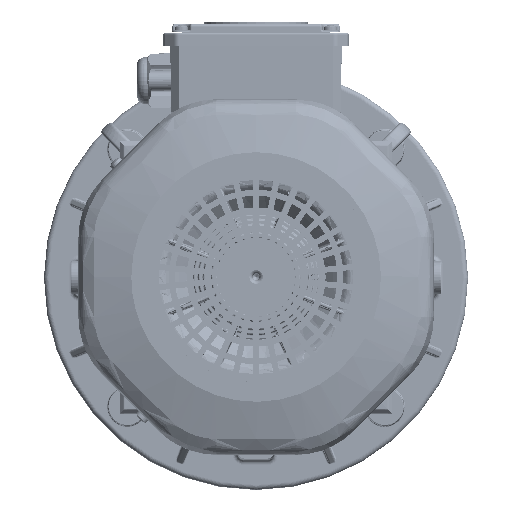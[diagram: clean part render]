
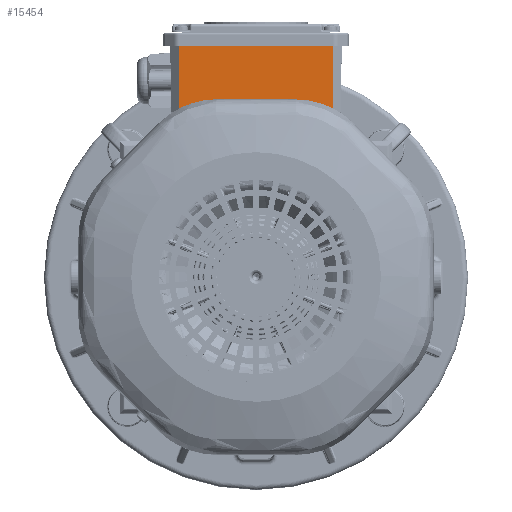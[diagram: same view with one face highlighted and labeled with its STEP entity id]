
A CAD part, top view. The second image highlights one B-rep face of the part: STEP entity #15454.
In plain terms, the highlighted planar face has unit normal (0, -0.018, 1).
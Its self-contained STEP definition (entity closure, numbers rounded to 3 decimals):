
#3908=PLANE('',#126533);
#15454=ADVANCED_FACE('',(#24812),#3908,.T.);
#24812=FACE_OUTER_BOUND('',#31366,.T.);
#31366=EDGE_LOOP('',(#52080,#52081,#52082,#52083));
#38825=LINE('',#172199,#45088);
#38847=LINE('',#172243,#45110);
#38857=LINE('',#172263,#45120);
#38858=LINE('',#172265,#45121);
#45088=VECTOR('',#139832,1.);
#45110=VECTOR('',#139858,1.);
#45120=VECTOR('',#139878,1.);
#45121=VECTOR('',#139881,1.);
#52080=ORIENTED_EDGE('',*,*,#99310,.T.);
#52081=ORIENTED_EDGE('',*,*,#99321,.F.);
#52082=ORIENTED_EDGE('',*,*,#99288,.F.);
#52083=ORIENTED_EDGE('',*,*,#99320,.T.);
#85396=VERTEX_POINT('',#172198);
#85397=VERTEX_POINT('',#172200);
#85416=VERTEX_POINT('',#172242);
#85417=VERTEX_POINT('',#172244);
#99288=EDGE_CURVE('',#85396,#85397,#38825,.T.);
#99310=EDGE_CURVE('',#85417,#85416,#38847,.T.);
#99320=EDGE_CURVE('',#85396,#85417,#38857,.T.);
#99321=EDGE_CURVE('',#85397,#85416,#38858,.T.);
#126533=AXIS2_PLACEMENT_3D('',#172266,#139882,#139883);
#139832=DIRECTION('',(-1.,0.,0.));
#139858=DIRECTION('',(-1.,0.,0.));
#139878=DIRECTION('',(0.007,1.,0.017));
#139881=DIRECTION('',(-0.007,1.,0.017));
#139882=DIRECTION('',(0.,-0.017,1.));
#139883=DIRECTION('',(0.,1.,0.017));
#172198=CARTESIAN_POINT('',(45.172,97.5,116.));
#172199=CARTESIAN_POINT('',(45.172,97.5,116.));
#172200=CARTESIAN_POINT('',(-45.172,97.5,116.));
#172242=CARTESIAN_POINT('',(-45.457,137.,116.689));
#172243=CARTESIAN_POINT('',(45.172,137.,116.689));
#172244=CARTESIAN_POINT('',(45.457,137.,116.689));
#172263=CARTESIAN_POINT('',(45.172,97.5,116.));
#172265=CARTESIAN_POINT('',(-45.172,97.5,116.));
#172266=CARTESIAN_POINT('',(45.172,97.5,116.));
